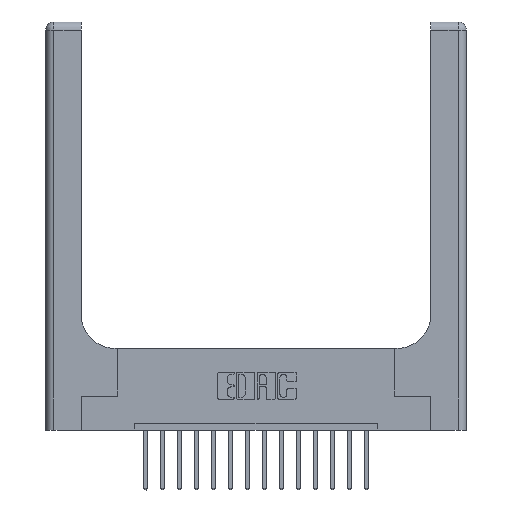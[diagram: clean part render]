
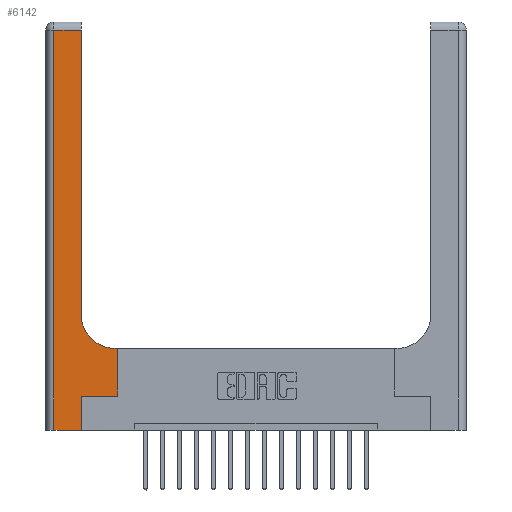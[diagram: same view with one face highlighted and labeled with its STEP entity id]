
A CAD part, top view. The second image highlights one B-rep face of the part: STEP entity #6142.
In plain terms, the highlighted planar face has unit normal (0, 0, 1).
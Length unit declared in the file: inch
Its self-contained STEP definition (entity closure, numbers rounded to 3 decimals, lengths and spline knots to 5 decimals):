
#72 = CARTESIAN_POINT ( 'NONE',  ( 0.26, 0.85, 0.37 ) ) ;
#230 = EDGE_CURVE ( 'NONE', #16447, #10061, #16959, .T. ) ;
#345 = LINE ( 'NONE', #8818, #2621 ) ;
#788 = ORIENTED_EDGE ( 'NONE', *, *, #15410, .T. ) ;
#893 = AXIS2_PLACEMENT_3D ( 'NONE', #17412, #7719, #10107 ) ;
#1801 = VECTOR ( 'NONE', #6161, 39.37008 ) ;
#2086 = ORIENTED_EDGE ( 'NONE', *, *, #6201, .T. ) ;
#2087 = ORIENTED_EDGE ( 'NONE', *, *, #15044, .T. ) ;
#2621 = VECTOR ( 'NONE', #13110, 39.37008 ) ;
#2845 = VERTEX_POINT ( 'NONE', #8402 ) ;
#3230 = DIRECTION ( 'NONE',  ( 1., 0., 0. ) ) ;
#3478 = EDGE_CURVE ( 'NONE', #15599, #2845, #13491, .T. ) ;
#3620 = CARTESIAN_POINT ( 'NONE',  ( 0., 2.94, 0.37 ) ) ;
#3678 = CIRCLE ( 'NONE', #9381, 0.25 ) ;
#4230 = LINE ( 'NONE', #14042, #11782 ) ;
#4562 = VERTEX_POINT ( 'NONE', #72 ) ;
#4593 = FACE_OUTER_BOUND ( 'NONE', #14448, .T. ) ;
#4651 = EDGE_CURVE ( 'NONE', #4562, #8610, #4230, .T. ) ;
#5019 = PLANE ( 'NONE',  #893 ) ;
#5076 = DIRECTION ( 'NONE',  ( 1., 0., 0. ) ) ;
#5446 = VECTOR ( 'NONE', #3230, 39.37008 ) ;
#5504 = VERTEX_POINT ( 'NONE', #9205 ) ;
#5912 = CARTESIAN_POINT ( 'NONE',  ( 0.26, 2.94, 0.37 ) ) ;
#6142 = ADVANCED_FACE ( 'NONE', ( #4593 ), #5019, .F. ) ;
#6145 = CARTESIAN_POINT ( 'NONE',  ( 0.51, 0.6, 0.37 ) ) ;
#6161 = DIRECTION ( 'NONE',  ( -1., 0., 0. ) ) ;
#6185 = CARTESIAN_POINT ( 'NONE',  ( 0.265, 0., 0.37 ) ) ;
#6201 = EDGE_CURVE ( 'NONE', #10061, #15599, #10379, .T. ) ;
#6472 = LINE ( 'NONE', #15449, #1801 ) ;
#6514 = CARTESIAN_POINT ( 'NONE',  ( 0.06, 0., 0.37 ) ) ;
#6612 = VECTOR ( 'NONE', #10275, 39.37008 ) ;
#7170 = DIRECTION ( 'NONE',  ( 0., 1., 0. ) ) ;
#7677 = EDGE_CURVE ( 'NONE', #15499, #4562, #3678, .T. ) ;
#7719 = DIRECTION ( 'NONE',  ( 0., 0., -1. ) ) ;
#7902 = DIRECTION ( 'NONE',  ( 0., 0., -1. ) ) ;
#8282 = ORIENTED_EDGE ( 'NONE', *, *, #4651, .T. ) ;
#8359 = CARTESIAN_POINT ( 'NONE',  ( 0.528, 0.25, 0.37 ) ) ;
#8402 = CARTESIAN_POINT ( 'NONE',  ( 0.528, 0.6, 0.37 ) ) ;
#8610 = VERTEX_POINT ( 'NONE', #5912 ) ;
#8802 = CARTESIAN_POINT ( 'NONE',  ( 0.265, 0.25, 0.37 ) ) ;
#8818 = CARTESIAN_POINT ( 'NONE',  ( 0., 0., 0.37 ) ) ;
#8845 = DIRECTION ( 'NONE',  ( -1., 0., 0. ) ) ;
#9095 = LINE ( 'NONE', #10815, #10818 ) ;
#9205 = CARTESIAN_POINT ( 'NONE',  ( 0.06, 2.94, 0.37 ) ) ;
#9381 = AXIS2_PLACEMENT_3D ( 'NONE', #13299, #7902, #5076 ) ;
#9515 = EDGE_CURVE ( 'NONE', #8610, #5504, #12473, .T. ) ;
#10061 = VERTEX_POINT ( 'NONE', #12537 ) ;
#10107 = DIRECTION ( 'NONE',  ( -1., 0., 0. ) ) ;
#10275 = DIRECTION ( 'NONE',  ( 0., 1., 0. ) ) ;
#10379 = LINE ( 'NONE', #8802, #5446 ) ;
#10584 = ORIENTED_EDGE ( 'NONE', *, *, #9515, .T. ) ;
#10815 = CARTESIAN_POINT ( 'NONE',  ( 0.06, 3., 0.37 ) ) ;
#10818 = VECTOR ( 'NONE', #16492, 39.37008 ) ;
#11782 = VECTOR ( 'NONE', #7170, 39.37008 ) ;
#11786 = DIRECTION ( 'NONE',  ( 0., 1., 0. ) ) ;
#12473 = LINE ( 'NONE', #3620, #13952 ) ;
#12537 = CARTESIAN_POINT ( 'NONE',  ( 0.265, 0.25, 0.37 ) ) ;
#12783 = ORIENTED_EDGE ( 'NONE', *, *, #16542, .T. ) ;
#13110 = DIRECTION ( 'NONE',  ( 1., 0., 0. ) ) ;
#13273 = CARTESIAN_POINT ( 'NONE',  ( 0.265, 0., 0.37 ) ) ;
#13299 = CARTESIAN_POINT ( 'NONE',  ( 0.51, 0.85, 0.37 ) ) ;
#13367 = ORIENTED_EDGE ( 'NONE', *, *, #3478, .T. ) ;
#13491 = LINE ( 'NONE', #14285, #6612 ) ;
#13952 = VECTOR ( 'NONE', #8845, 39.37008 ) ;
#14042 = CARTESIAN_POINT ( 'NONE',  ( 0.26, 3., 0.37 ) ) ;
#14285 = CARTESIAN_POINT ( 'NONE',  ( 0.528, 0.25, 0.37 ) ) ;
#14448 = EDGE_LOOP ( 'NONE', ( #8282, #10584, #12783, #788, #15488, #2086, #13367, #2087, #15575 ) ) ;
#15044 = EDGE_CURVE ( 'NONE', #2845, #15499, #6472, .T. ) ;
#15410 = EDGE_CURVE ( 'NONE', #17305, #16447, #345, .T. ) ;
#15449 = CARTESIAN_POINT ( 'NONE',  ( 0.26, 0.6, 0.37 ) ) ;
#15488 = ORIENTED_EDGE ( 'NONE', *, *, #230, .T. ) ;
#15499 = VERTEX_POINT ( 'NONE', #6145 ) ;
#15575 = ORIENTED_EDGE ( 'NONE', *, *, #7677, .T. ) ;
#15599 = VERTEX_POINT ( 'NONE', #8359 ) ;
#16447 = VERTEX_POINT ( 'NONE', #6185 ) ;
#16492 = DIRECTION ( 'NONE',  ( 0., -1., 0. ) ) ;
#16542 = EDGE_CURVE ( 'NONE', #5504, #17305, #9095, .T. ) ;
#16959 = LINE ( 'NONE', #13273, #17613 ) ;
#17305 = VERTEX_POINT ( 'NONE', #6514 ) ;
#17412 = CARTESIAN_POINT ( 'NONE',  ( 0., 3., 0.37 ) ) ;
#17613 = VECTOR ( 'NONE', #11786, 39.37008 ) ;
